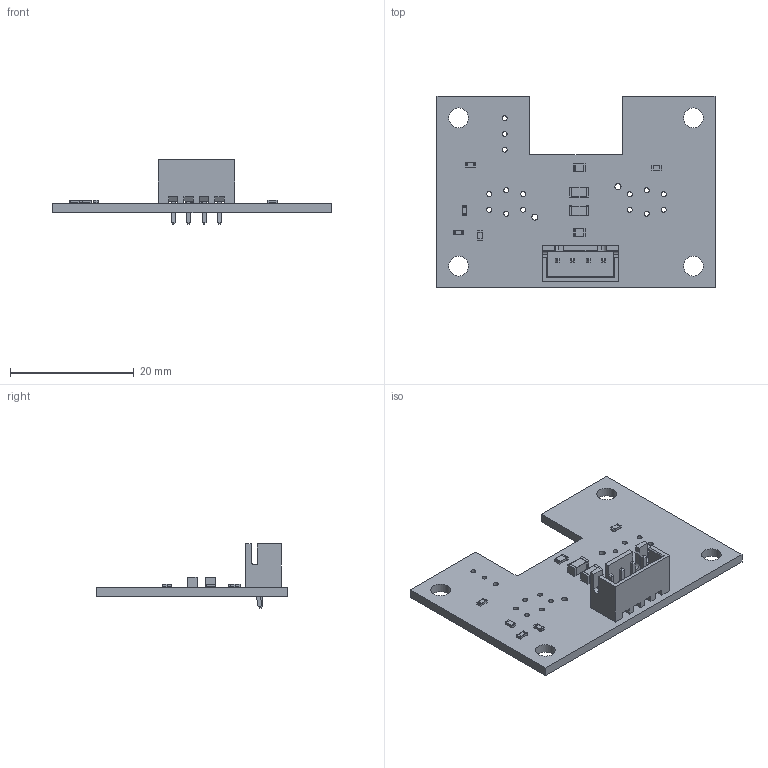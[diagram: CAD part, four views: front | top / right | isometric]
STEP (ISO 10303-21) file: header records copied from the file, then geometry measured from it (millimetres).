
FILE_DESCRIPTION(('KiCad electronic assembly'),'2;1');
FILE_NAME('carte-capteur-ir.step','2025-04-22T12:49:58',('Pcbnew'),( 'Kicad'),'Open CASCADE STEP processor 7.8','KiCad to STEP converter' ,'Unknown');
FILE_SCHEMA(('AUTOMOTIVE_DESIGN { 1 0 10303 214 1 1 1 1 }'));
Length unit declared in the file: millimetre
Products named in the file (6): carte-capteur-ir 1; R_0603_1608Metric; C_1206_3216Metric; R_0805_2012Metric; JST_XH_B4B-XH-A_1x04_P2.50mm_Vertical; carte-capteur-ir_PCB
Assembly tree (11 placements, depth 2):
  carte-capteur-ir 1
    R_0603_1608Metric  x5
    C_1206_3216Metric  x2
    R_0805_2012Metric  x2
    JST_XH_B4B-XH-A_1x04_P2.50mm_Vertical
    carte-capteur-ir_PCB
Bounding box: 45 x 31 x 10.4 mm (x, y, z)
Volume: 2092.4 mm3; surface area: 3544.4 mm2
Topology: 11 solids, 11 shells, 414 faces, 1086 edges, 706 vertices
Faces by surface type: plane 305, cylinder 109
Full cylindrical faces by diameter (mm): 0.8 x15, 0.95 x4, 0.991 x2, 3.2 x4
Entity records: 9606 total; most frequent: CARTESIAN_POINT 1380, ORIENTED_EDGE 1348, DIRECTION 1324, EDGE_CURVE 674, LINE 560, VECTOR 560, VERTEX_POINT 438, AXIS2_PLACEMENT_3D 382
